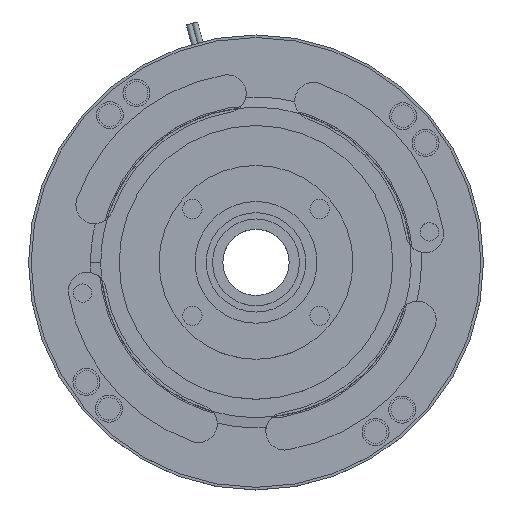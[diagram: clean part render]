
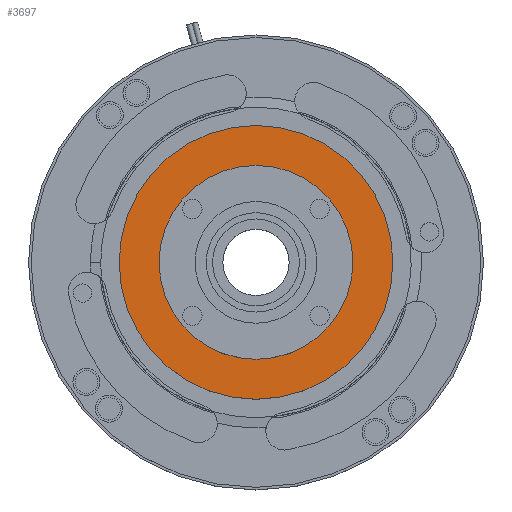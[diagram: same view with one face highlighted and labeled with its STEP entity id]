
A CAD part, top view. The second image highlights one B-rep face of the part: STEP entity #3697.
In plain terms, the highlighted planar face has unit normal (0, 0, 1).
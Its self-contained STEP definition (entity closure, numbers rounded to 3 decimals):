
#640 = CARTESIAN_POINT ( 'NONE',  ( -78.5, 0., 106.8 ) ) ;
#808 = CARTESIAN_POINT ( 'NONE',  ( 78.5, 0., 106.8 ) ) ;
#819 = DIRECTION ( 'NONE',  ( 1., 0., 0. ) ) ;
#820 = DIRECTION ( 'NONE',  ( 0., 0., 1. ) ) ;
#821 = CARTESIAN_POINT ( 'NONE',  ( 0., 0., 106.8 ) ) ;
#822 = AXIS2_PLACEMENT_3D ( 'NONE', #821, #820, #819 ) ;
#826 = CIRCLE ( 'NONE', #822, 78.5 ) ;
#838 = CARTESIAN_POINT ( 'NONE',  ( -55.6, 0., 106.8 ) ) ;
#839 = DIRECTION ( 'NONE',  ( 1., 0., 0. ) ) ;
#840 = DIRECTION ( 'NONE',  ( 0., 0., 1. ) ) ;
#841 = CARTESIAN_POINT ( 'NONE',  ( 0., 0., 106.8 ) ) ;
#842 = AXIS2_PLACEMENT_3D ( 'NONE', #841, #840, #839 ) ;
#843 = CIRCLE ( 'NONE', #842, 55.6 ) ;
#964 = CARTESIAN_POINT ( 'NONE',  ( 55.6, 0., 106.8 ) ) ;
#2254 = CARTESIAN_POINT ( 'NONE',  ( 0., 0., 106.8 ) ) ;
#2439 = CARTESIAN_POINT ( 'NONE',  ( 0., 0., 106.8 ) ) ;
#2440 = AXIS2_PLACEMENT_3D ( 'NONE', #2439, #2495, #2494 ) ;
#2441 = PLANE ( 'NONE',  #2440 ) ;
#2444 = FACE_BOUND ( 'NONE', #3690, .T. ) ;
#2445 = FACE_OUTER_BOUND ( 'NONE', #3698, .T. ) ;
#2452 = DIRECTION ( 'NONE',  ( 1., 0., 0. ) ) ;
#2453 = DIRECTION ( 'NONE',  ( 0., 0., 1. ) ) ;
#2464 = AXIS2_PLACEMENT_3D ( 'NONE', #2254, #2453, #2452 ) ;
#2465 = CIRCLE ( 'NONE', #2464, 78.5 ) ;
#2494 = DIRECTION ( 'NONE',  ( 1., 0., 0. ) ) ;
#2495 = DIRECTION ( 'NONE',  ( 0., 0., 1. ) ) ;
#3662 = ORIENTED_EDGE ( 'NONE', *, *, #4243, .F. ) ;
#3665 = ORIENTED_EDGE ( 'NONE', *, *, #3666, .F. ) ;
#3666 = EDGE_CURVE ( 'NONE', #4244, #4337, #6667, .T. ) ;
#3667 = ORIENTED_EDGE ( 'NONE', *, *, #4252, .T. ) ;
#3668 = ORIENTED_EDGE ( 'NONE', *, *, #3689, .T. ) ;
#3689 = EDGE_CURVE ( 'NONE', #4139, #4253, #2465, .T. ) ;
#3690 = EDGE_LOOP ( 'NONE', ( #3665, #3662 ) ) ;
#3697 = ADVANCED_FACE ( 'NONE', ( #2445, #2444 ), #2441, .T. ) ;
#3698 = EDGE_LOOP ( 'NONE', ( #3668, #3667 ) ) ;
#4139 = VERTEX_POINT ( 'NONE', #640 ) ;
#4243 = EDGE_CURVE ( 'NONE', #4337, #4244, #843, .T. ) ;
#4244 = VERTEX_POINT ( 'NONE', #838 ) ;
#4252 = EDGE_CURVE ( 'NONE', #4253, #4139, #826, .T. ) ;
#4253 = VERTEX_POINT ( 'NONE', #808 ) ;
#4337 = VERTEX_POINT ( 'NONE', #964 ) ;
#6489 = DIRECTION ( 'NONE',  ( 1., 0., 0. ) ) ;
#6490 = DIRECTION ( 'NONE',  ( 0., 0., 1. ) ) ;
#6491 = CARTESIAN_POINT ( 'NONE',  ( 0., 0., 106.8 ) ) ;
#6492 = AXIS2_PLACEMENT_3D ( 'NONE', #6491, #6490, #6489 ) ;
#6667 = CIRCLE ( 'NONE', #6492, 55.6 ) ;
